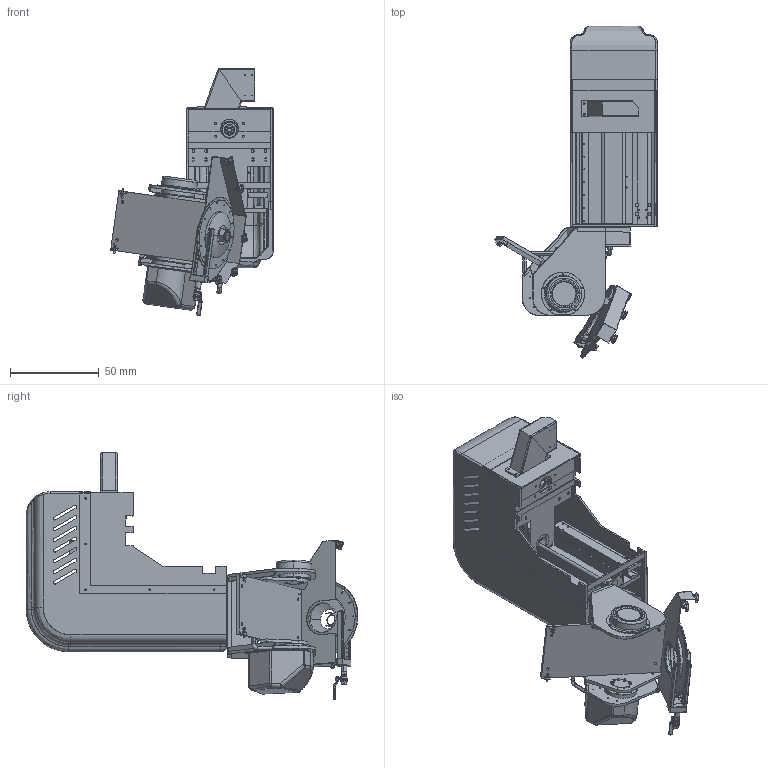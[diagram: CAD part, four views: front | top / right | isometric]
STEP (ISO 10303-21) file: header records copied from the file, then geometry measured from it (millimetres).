
FILE_DESCRIPTION(('FreeCAD Model'),'2;1');
FILE_NAME('Open CASCADE Shape Model','2025-05-08T00:24:26',('FreeCAD'),( 'FreeCAD'),'Open CASCADE STEP processor 7.6','FreeCAD','Unknown');
FILE_SCHEMA(('AUTOMOTIVE_DESIGN { 1 0 10303 214 1 1 1 1 }'));
Products named in the file (1): Open CASCADE STEP translator 7.6 1
Bounding box: 91.35 x 186.44 x 138.88 mm (x, y, z)
Surface area: 94096.4 mm2 (no closed solid volume)
Topology: 0 solids, 1266 shells, 1266 faces, 16981 edges, 16947 vertices
Faces by surface type: bspline 670, revolution 596
Entity records: 159814 total; most frequent: CARTESIAN_POINT 69545, ORIENTED_EDGE 16965, EDGE_CURVE 16960, VERTEX_POINT 16957, B_SPLINE_CURVE_WITH_KNOTS 12051, DIRECTION 7383, LINE 4101, VECTOR 4101
